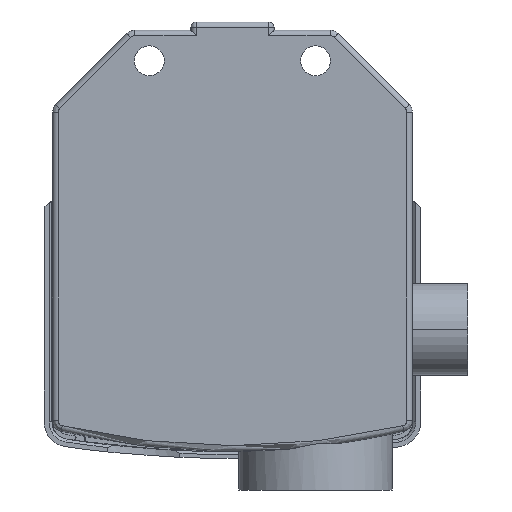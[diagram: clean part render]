
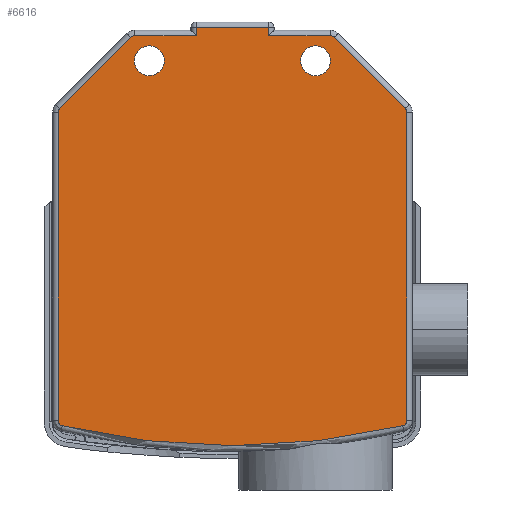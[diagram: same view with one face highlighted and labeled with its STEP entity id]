
A CAD part, front view. The second image highlights one B-rep face of the part: STEP entity #6616.
In plain terms, the highlighted planar face has unit normal (0, -1, 0).
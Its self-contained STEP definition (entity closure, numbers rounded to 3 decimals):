
#38=CARTESIAN_POINT('',(17.672,0.,30.));
#39=DIRECTION('',(0.,1.,0.));
#40=DIRECTION('',(0.,0.,1.));
#41=AXIS2_PLACEMENT_3D('',#38,#39,#40);
#43=DIRECTION('',(0.707,0.,-0.707));
#44=VECTOR('',#43,18.142);
#45=CARTESIAN_POINT('',(18.379,0.,30.707));
#46=LINE('',#45,#44);
#47=CARTESIAN_POINT('',(30.5,0.,17.172));
#48=DIRECTION('',(0.,1.,0.));
#49=DIRECTION('',(0.707,0.,0.707));
#50=AXIS2_PLACEMENT_3D('',#47,#48,#49);
#52=CARTESIAN_POINT('',(30.5,0.,-38.429));
#53=DIRECTION('',(0.,1.,0.));
#54=DIRECTION('',(1.,0.,0.));
#55=AXIS2_PLACEMENT_3D('',#52,#53,#54);
#57=CARTESIAN_POINT('',(0.,0.,90.031));
#58=DIRECTION('',(0.,1.,0.));
#59=DIRECTION('',(0.231,0.,-0.973));
#60=AXIS2_PLACEMENT_3D('',#57,#58,#59);
#62=CARTESIAN_POINT('',(-30.5,0.,-38.429));
#63=DIRECTION('',(0.,1.,0.));
#64=DIRECTION('',(-0.231,0.,-0.973));
#65=AXIS2_PLACEMENT_3D('',#62,#63,#64);
#67=CARTESIAN_POINT('',(-30.5,0.,
17.172));
#68=DIRECTION('',(0.,1.,0.));
#69=DIRECTION('',(-1.,0.,0.));
#70=AXIS2_PLACEMENT_3D('',#67,#68,#69);
#72=DIRECTION('',(0.707,0.,0.707));
#73=VECTOR('',#72,18.142);
#74=CARTESIAN_POINT('',(-31.207,0.,
17.879));
#75=LINE('',#74,#73);
#76=CARTESIAN_POINT('',(-17.672,0.,
30.));
#77=DIRECTION('',(0.,1.,0.));
#78=DIRECTION('',(-0.707,0.,0.707));
#79=AXIS2_PLACEMENT_3D('',#76,#77,#78);
#81=CARTESIAN_POINT('',(15.,0.,26.5));
#82=DIRECTION('',(0.,-1.,0.));
#83=DIRECTION('',(-1.,0.,0.));
#84=AXIS2_PLACEMENT_3D('',#81,#82,#83);
#86=CARTESIAN_POINT('',(15.,0.,26.5));
#87=DIRECTION('',(0.,-1.,0.));
#88=DIRECTION('',(1.,0.,0.));
#89=AXIS2_PLACEMENT_3D('',#86,#87,#88);
#91=CARTESIAN_POINT('',(-15.,0.,26.5));
#92=DIRECTION('',(0.,-1.,0.));
#93=DIRECTION('',(-1.,0.,0.));
#94=AXIS2_PLACEMENT_3D('',#91,#92,#93);
#96=CARTESIAN_POINT('',(-15.,0.,26.5));
#97=DIRECTION('',(0.,-1.,0.));
#98=DIRECTION('',(1.,0.,0.));
#99=AXIS2_PLACEMENT_3D('',#96,#97,#98);
#101=DIRECTION('',(0.,0.,1.));
#102=VECTOR('',#101,1.5);
#103=CARTESIAN_POINT('',(6.5,0.,31.));
#104=LINE('',#103,#102);
#132=DIRECTION('',(-1.,0.,0.));
#133=VECTOR('',#132,13.);
#134=CARTESIAN_POINT('',(6.5,0.,32.5));
#135=LINE('',#134,#133);
#1772=DIRECTION('',(0.,0.,1.));
#1773=VECTOR('',#1772,55.6);
#1774=CARTESIAN_POINT('',(31.5,0.,
-38.429));
#1775=LINE('',#1774,#1773);
#1818=DIRECTION('',(-1.,0.,0.));
#1819=VECTOR('',#1818,11.172);
#1820=CARTESIAN_POINT('',(17.672,0.,
31.));
#1821=LINE('',#1820,#1819);
#2588=DIRECTION('',(0.,0.,-1.));
#2589=VECTOR('',#2588,55.6);
#2590=CARTESIAN_POINT('',(-31.5,0.,
17.172));
#2591=LINE('',#2590,#2589);
#2630=DIRECTION('',(-1.,0.,0.));
#2631=VECTOR('',#2630,11.172);
#2632=CARTESIAN_POINT('',(-6.5,0.,31.));
#2633=LINE('',#2632,#2631);
#2642=DIRECTION('',(0.,0.,-1.));
#2643=VECTOR('',#2642,1.5);
#2644=CARTESIAN_POINT('',(-6.5,0.,32.5));
#2645=LINE('',#2644,#2643);
#5663=CARTESIAN_POINT('',(6.5,0.,31.));
#5664=CARTESIAN_POINT('',(6.5,0.,32.5));
#5665=VERTEX_POINT('',#5663);
#5666=VERTEX_POINT('',#5664);
#5667=CARTESIAN_POINT('',(17.672,0.,
31.));
#5668=VERTEX_POINT('',#5667);
#5669=CARTESIAN_POINT('',(18.379,0.,
30.707));
#5670=VERTEX_POINT('',#5669);
#5671=CARTESIAN_POINT('',(31.207,0.,17.879));
#5672=VERTEX_POINT('',#5671);
#5673=CARTESIAN_POINT('',(31.5,0.,17.172));
#5674=VERTEX_POINT('',#5673);
#5675=CARTESIAN_POINT('',(31.5,0.,
-38.429));
#5676=VERTEX_POINT('',#5675);
#5677=CARTESIAN_POINT('',(30.731,0.,-39.402));
#5678=VERTEX_POINT('',#5677);
#5679=CARTESIAN_POINT('',(-30.731,0.,-39.402));
#5680=VERTEX_POINT('',#5679);
#5681=CARTESIAN_POINT('',(-31.5,0.,-38.429));
#5682=VERTEX_POINT('',#5681);
#5683=CARTESIAN_POINT('',(-31.5,0.,
17.172));
#5684=VERTEX_POINT('',#5683);
#5685=CARTESIAN_POINT('',(-31.207,0.,
17.879));
#5686=VERTEX_POINT('',#5685);
#5687=CARTESIAN_POINT('',(-18.379,0.,
30.707));
#5688=VERTEX_POINT('',#5687);
#5689=CARTESIAN_POINT('',(-17.672,0.,
31.));
#5690=VERTEX_POINT('',#5689);
#5691=CARTESIAN_POINT('',(-6.5,0.,31.));
#5692=VERTEX_POINT('',#5691);
#5693=CARTESIAN_POINT('',(-6.5,0.,32.5));
#5694=VERTEX_POINT('',#5693);
#5695=CARTESIAN_POINT('',(12.3,0.,26.5));
#5696=CARTESIAN_POINT('',(17.7,0.,26.5));
#5697=VERTEX_POINT('',#5695);
#5698=VERTEX_POINT('',#5696);
#5699=CARTESIAN_POINT('',(-17.7,0.,26.5));
#5700=CARTESIAN_POINT('',(-12.3,0.,26.5));
#5701=VERTEX_POINT('',#5699);
#5702=VERTEX_POINT('',#5700);
#6565=CARTESIAN_POINT('',(0.,0.,0.));
#6566=DIRECTION('',(0.,1.,0.));
#6567=DIRECTION('',(1.,0.,0.));
#6568=AXIS2_PLACEMENT_3D('',#6565,#6566,#6567);
#6569=PLANE('',#6568);
#6571=ORIENTED_EDGE('',*,*,#6570,.F.);
#6573=ORIENTED_EDGE('',*,*,#6572,.F.);
#6575=ORIENTED_EDGE('',*,*,#6574,.T.);
#6577=ORIENTED_EDGE('',*,*,#6576,.T.);
#6579=ORIENTED_EDGE('',*,*,#6578,.T.);
#6581=ORIENTED_EDGE('',*,*,#6580,.F.);
#6583=ORIENTED_EDGE('',*,*,#6582,.T.);
#6585=ORIENTED_EDGE('',*,*,#6584,.T.);
#6587=ORIENTED_EDGE('',*,*,#6586,.T.);
#6589=ORIENTED_EDGE('',*,*,#6588,.F.);
#6591=ORIENTED_EDGE('',*,*,#6590,.T.);
#6593=ORIENTED_EDGE('',*,*,#6592,.T.);
#6595=ORIENTED_EDGE('',*,*,#6594,.T.);
#6597=ORIENTED_EDGE('',*,*,#6596,.F.);
#6599=ORIENTED_EDGE('',*,*,#6598,.F.);
#6601=ORIENTED_EDGE('',*,*,#6600,.F.);
#6602=EDGE_LOOP('',(#6571,#6573,#6575,#6577,#6579,#6581,#6583,#6585,#6587,#6589,
#6591,#6593,#6595,#6597,#6599,#6601));
#6603=FACE_OUTER_BOUND('',#6602,.F.);
#6605=ORIENTED_EDGE('',*,*,#6604,.T.);
#6607=ORIENTED_EDGE('',*,*,#6606,.T.);
#6608=EDGE_LOOP('',(#6605,#6607));
#6609=FACE_BOUND('',#6608,.F.);
#6611=ORIENTED_EDGE('',*,*,#6610,.T.);
#6613=ORIENTED_EDGE('',*,*,#6612,.T.);
#6614=EDGE_LOOP('',(#6611,#6613));
#6615=FACE_BOUND('',#6614,.F.);
#6616=ADVANCED_FACE('',(#6603,#6609,#6615),#6569,.F.);
#42=CIRCLE('',#41,1.);
#51=CIRCLE('',#50,1.);
#56=CIRCLE('',#55,1.);
#61=CIRCLE('',#60,133.031);
#66=CIRCLE('',#65,1.);
#71=CIRCLE('',#70,1.);
#80=CIRCLE('',#79,1.);
#85=CIRCLE('',#84,2.7);
#90=CIRCLE('',#89,2.7);
#95=CIRCLE('',#94,2.7);
#100=CIRCLE('',#99,2.7);
#6570=EDGE_CURVE('',#5665,#5666,#104,.T.);
#6572=EDGE_CURVE('',#5668,#5665,#1821,.T.);
#6574=EDGE_CURVE('',#5668,#5670,#42,.T.);
#6576=EDGE_CURVE('',#5670,#5672,#46,.T.);
#6578=EDGE_CURVE('',#5672,#5674,#51,.T.);
#6580=EDGE_CURVE('',#5676,#5674,#1775,.T.);
#6582=EDGE_CURVE('',#5676,#5678,#56,.T.);
#6584=EDGE_CURVE('',#5678,#5680,#61,.T.);
#6586=EDGE_CURVE('',#5680,#5682,#66,.T.);
#6588=EDGE_CURVE('',#5684,#5682,#2591,.T.);
#6590=EDGE_CURVE('',#5684,#5686,#71,.T.);
#6592=EDGE_CURVE('',#5686,#5688,#75,.T.);
#6594=EDGE_CURVE('',#5688,#5690,#80,.T.);
#6596=EDGE_CURVE('',#5692,#5690,#2633,.T.);
#6598=EDGE_CURVE('',#5694,#5692,#2645,.T.);
#6600=EDGE_CURVE('',#5666,#5694,#135,.T.);
#6604=EDGE_CURVE('',#5697,#5698,#85,.T.);
#6606=EDGE_CURVE('',#5698,#5697,#90,.T.);
#6610=EDGE_CURVE('',#5701,#5702,#95,.T.);
#6612=EDGE_CURVE('',#5702,#5701,#100,.T.);
